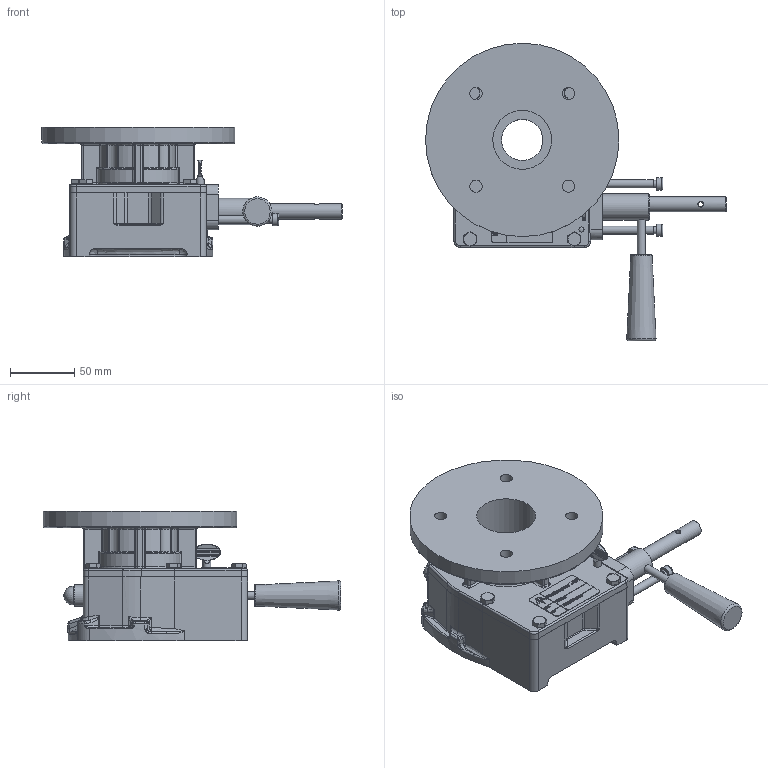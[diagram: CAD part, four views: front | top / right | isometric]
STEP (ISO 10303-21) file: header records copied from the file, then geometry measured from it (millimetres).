
FILE_DESCRIPTION((''),'2;1');
FILE_NAME('M10SD_Web_Version.stp','2008-07-14T11:05:19',('600004819'),(''),'Autodesk Inventor 11','Autodesk Inventor 11','');
FILE_SCHEMA(('AUTOMOTIVE_DESIGN { 1 0 10303 214 1 1 1 1 }'));
Length unit declared in the file: inch
Products named in the file (1): M10SD_Web_Version
Bounding box: 233.58 x 230.89 x 100.38 mm (x, y, z)
Volume: 1002476.2 mm3; surface area: 141532.1 mm2
Topology: 1 solids, 3 shells, 1654 faces, 4286 edges, 2694 vertices
Faces by surface type: bspline 707, plane 668, cylinder 195, cone 49, torus 31, sphere 4
Full cylindrical faces by diameter (mm): 4 x2, 4.801 x2, 4.978 x2, 5.588 x2, 6.198 x1, 6.223 x1, 6.299 x2, 8.001 x1, 8.88 x6, 9.525 x2, 11.684 x1, 11.938 x1, 14.4 x2, 16.75 x2, 20.371 x2, 20.701 x1, 48.006 x2, 49.911 x2, 50 x1, 150.114 x1
Entity records: 67469 total; most frequent: CARTESIAN_POINT 32227, ORIENTED_EDGE 8270, DIRECTION 5403, EDGE_CURVE 4135, VERTEX_POINT 2673, VECTOR 2089, LINE 2089, EDGE_LOOP 1863
